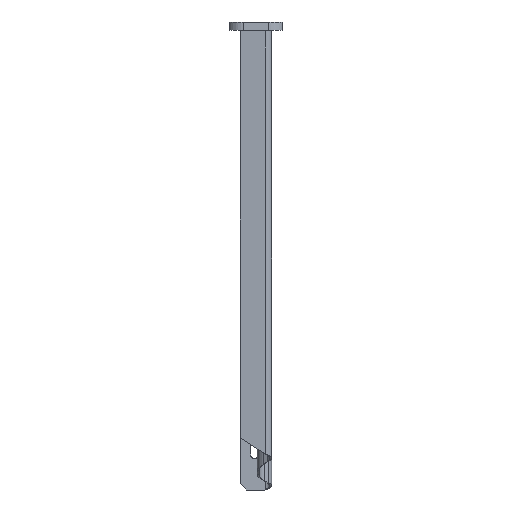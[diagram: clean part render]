
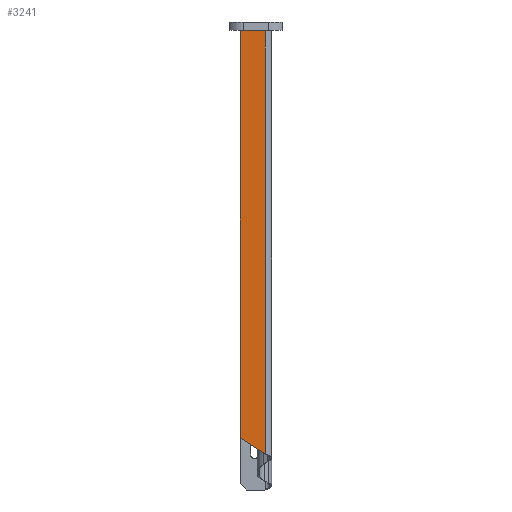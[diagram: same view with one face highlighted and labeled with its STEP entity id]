
A CAD part, front view. The second image highlights one B-rep face of the part: STEP entity #3241.
In plain terms, the highlighted planar face has unit normal (0, -0.999, -0.052).
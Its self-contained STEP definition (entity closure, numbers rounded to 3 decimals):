
#81 = CARTESIAN_POINT ( 'NONE',  ( -15., -49.36, -390.233 ) ) ;
#298 = VECTOR ( 'NONE', #750, 1000. ) ;
#347 = LINE ( 'NONE', #2574, #298 ) ;
#641 = VECTOR ( 'NONE', #2402, 1000. ) ;
#672 = CARTESIAN_POINT ( 'NONE',  ( 112.436, -69.541, -5.158 ) ) ;
#748 = CARTESIAN_POINT ( 'NONE',  ( 8.959, -48.545, -405.771 ) ) ;
#750 = DIRECTION ( 'NONE',  ( 0.839, 0.029, -0.544 ) ) ;
#985 = DIRECTION ( 'NONE',  ( 0.052, -0.052, 0.997 ) ) ;
#1070 = VERTEX_POINT ( 'NONE', #748 ) ;
#1142 = VECTOR ( 'NONE', #1321, 1000. ) ;
#1173 = AXIS2_PLACEMENT_3D ( 'NONE', #672, #2801, #985 ) ;
#1180 = LINE ( 'NONE', #3632, #641 ) ;
#1321 = DIRECTION ( 'NONE',  ( -1., 0., 0. ) ) ;
#1416 = CARTESIAN_POINT ( 'NONE',  ( -15., -69.779, -0.606 ) ) ;
#1469 = LINE ( 'NONE', #2534, #1142 ) ;
#1757 = CARTESIAN_POINT ( 'NONE',  ( 8.959, -69.779, -0.606 ) ) ;
#1880 = VECTOR ( 'NONE', #2986, 1000. ) ;
#2046 = VERTEX_POINT ( 'NONE', #1757 ) ;
#2253 = LINE ( 'NONE', #3005, #1880 ) ;
#2310 = VERTEX_POINT ( 'NONE', #81 ) ;
#2402 = DIRECTION ( 'NONE',  ( 0., 0.052, -0.999 ) ) ;
#2481 = EDGE_LOOP ( 'NONE', ( #3863, #3390, #3227, #3397 ) ) ;
#2534 = CARTESIAN_POINT ( 'NONE',  ( -15., -69.779, -0.606 ) ) ;
#2574 = CARTESIAN_POINT ( 'NONE',  ( 65.94, -46.609, -442.725 ) ) ;
#2589 = EDGE_CURVE ( 'NONE', #2310, #1070, #347, .T. ) ;
#2797 = EDGE_CURVE ( 'NONE', #2046, #1070, #2253, .T. ) ;
#2801 = DIRECTION ( 'NONE',  ( 0., 0.999, 0.052 ) ) ;
#2871 = FACE_OUTER_BOUND ( 'NONE', #2481, .T. ) ;
#2986 = DIRECTION ( 'NONE',  ( 0., 0.052, -0.999 ) ) ;
#3005 = CARTESIAN_POINT ( 'NONE',  ( 8.959, -69.541, -5.158 ) ) ;
#3100 = PLANE ( 'NONE',  #1173 ) ;
#3199 = EDGE_CURVE ( 'NONE', #3833, #2310, #1180, .T. ) ;
#3227 = ORIENTED_EDGE ( 'NONE', *, *, #3199, .T. ) ;
#3241 = ADVANCED_FACE ( 'NONE', ( #2871 ), #3100, .F. ) ;
#3341 = EDGE_CURVE ( 'NONE', #2046, #3833, #1469, .T. ) ;
#3390 = ORIENTED_EDGE ( 'NONE', *, *, #3341, .T. ) ;
#3397 = ORIENTED_EDGE ( 'NONE', *, *, #2589, .T. ) ;
#3632 = CARTESIAN_POINT ( 'NONE',  ( -15., -49.36, -390.233 ) ) ;
#3833 = VERTEX_POINT ( 'NONE', #1416 ) ;
#3863 = ORIENTED_EDGE ( 'NONE', *, *, #2797, .F. ) ;
